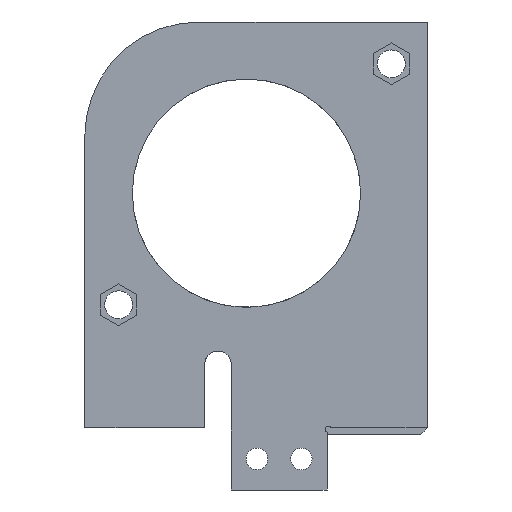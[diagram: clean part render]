
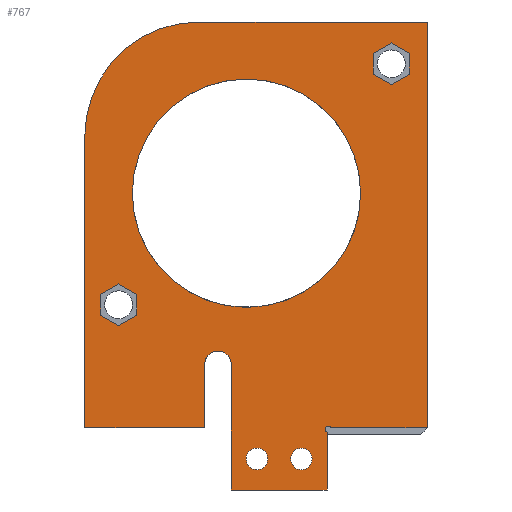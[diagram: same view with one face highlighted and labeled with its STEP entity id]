
A CAD part, left-side view. The second image highlights one B-rep face of the part: STEP entity #767.
In plain terms, the highlighted planar face has unit normal (-1, 0, 0).
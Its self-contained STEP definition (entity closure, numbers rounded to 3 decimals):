
#197 = VERTEX_POINT('',#198);
#198 = CARTESIAN_POINT('',(-5.,-4.,9.));
#204 = EDGE_CURVE('',#197,#205,#207,.T.);
#205 = VERTEX_POINT('',#206);
#206 = CARTESIAN_POINT('',(-5.,-4.,73.));
#207 = LINE('',#208,#209);
#208 = CARTESIAN_POINT('',(-5.,-4.,9.));
#209 = VECTOR('',#210,1.);
#210 = DIRECTION('',(0.,0.,1.));
#556 = VERTEX_POINT('',#557);
#557 = CARTESIAN_POINT('',(-5.,11.135,9.));
#563 = EDGE_CURVE('',#556,#197,#564,.T.);
#564 = LINE('',#565,#566);
#565 = CARTESIAN_POINT('',(-5.,11.135,9.));
#566 = VECTOR('',#567,1.);
#567 = DIRECTION('',(0.,-1.,0.));
#580 = EDGE_CURVE('',#205,#581,#583,.T.);
#581 = VERTEX_POINT('',#582);
#582 = CARTESIAN_POINT('',(-5.,32.,73.));
#583 = LINE('',#584,#585);
#584 = CARTESIAN_POINT('',(-5.,-4.,73.));
#585 = VECTOR('',#586,1.);
#586 = DIRECTION('',(0.,1.,0.));
#767 = ADVANCED_FACE('',(#768,#862,#873,#923,#973,#984),#995,.T.);
#768 = FACE_BOUND('',#769,.T.);
#769 = EDGE_LOOP('',(#770,#779,#787,#795,#803,#812,#820,#828,#836,#844,
    #852,#859,#860,#861));
#770 = ORIENTED_EDGE('',*,*,#771,.F.);
#771 = EDGE_CURVE('',#772,#581,#774,.T.);
#772 = VERTEX_POINT('',#773);
#773 = CARTESIAN_POINT('',(-5.,50.,55.));
#774 = CIRCLE('',#775,18.);
#775 = AXIS2_PLACEMENT_3D('',#776,#777,#778);
#776 = CARTESIAN_POINT('',(-5.,32.,55.));
#777 = DIRECTION('',(1.,0.,0.));
#778 = DIRECTION('',(0.,1.,0.));
#779 = ORIENTED_EDGE('',*,*,#780,.T.);
#780 = EDGE_CURVE('',#772,#781,#783,.T.);
#781 = VERTEX_POINT('',#782);
#782 = CARTESIAN_POINT('',(-5.,50.,9.));
#783 = LINE('',#784,#785);
#784 = CARTESIAN_POINT('',(-5.,50.,55.));
#785 = VECTOR('',#786,1.);
#786 = DIRECTION('',(0.,0.,-1.));
#787 = ORIENTED_EDGE('',*,*,#788,.T.);
#788 = EDGE_CURVE('',#781,#789,#791,.T.);
#789 = VERTEX_POINT('',#790);
#790 = CARTESIAN_POINT('',(-5.,31.1,9.));
#791 = LINE('',#792,#793);
#792 = CARTESIAN_POINT('',(-5.,50.,9.));
#793 = VECTOR('',#794,1.);
#794 = DIRECTION('',(0.,-1.,0.));
#795 = ORIENTED_EDGE('',*,*,#796,.F.);
#796 = EDGE_CURVE('',#797,#789,#799,.T.);
#797 = VERTEX_POINT('',#798);
#798 = CARTESIAN_POINT('',(-5.,31.1,19.));
#799 = LINE('',#800,#801);
#800 = CARTESIAN_POINT('',(-5.,31.1,22.138));
#801 = VECTOR('',#802,1.);
#802 = DIRECTION('',(0.,0.,-1.));
#803 = ORIENTED_EDGE('',*,*,#804,.T.);
#804 = EDGE_CURVE('',#797,#805,#807,.T.);
#805 = VERTEX_POINT('',#806);
#806 = CARTESIAN_POINT('',(-5.,26.9,19.));
#807 = CIRCLE('',#808,2.1);
#808 = AXIS2_PLACEMENT_3D('',#809,#810,#811);
#809 = CARTESIAN_POINT('',(-5.,29.,19.));
#810 = DIRECTION('',(1.,0.,0.));
#811 = DIRECTION('',(0.,1.,0.));
#812 = ORIENTED_EDGE('',*,*,#813,.F.);
#813 = EDGE_CURVE('',#814,#805,#816,.T.);
#814 = VERTEX_POINT('',#815);
#815 = CARTESIAN_POINT('',(-5.,26.9,9.));
#816 = LINE('',#817,#818);
#817 = CARTESIAN_POINT('',(-5.,26.9,27.638));
#818 = VECTOR('',#819,1.);
#819 = DIRECTION('',(0.,0.,1.));
#820 = ORIENTED_EDGE('',*,*,#821,.T.);
#821 = EDGE_CURVE('',#814,#822,#824,.T.);
#822 = VERTEX_POINT('',#823);
#823 = CARTESIAN_POINT('',(-5.,26.9,8.));
#824 = LINE('',#825,#826);
#825 = CARTESIAN_POINT('',(-5.,26.9,9.));
#826 = VECTOR('',#827,1.);
#827 = DIRECTION('',(0.,0.,-1.));
#828 = ORIENTED_EDGE('',*,*,#829,.T.);
#829 = EDGE_CURVE('',#822,#830,#832,.T.);
#830 = VERTEX_POINT('',#831);
#831 = CARTESIAN_POINT('',(-5.,26.9,-0.8));
#832 = LINE('',#833,#834);
#833 = CARTESIAN_POINT('',(-5.,26.9,9.));
#834 = VECTOR('',#835,1.);
#835 = DIRECTION('',(0.,0.,-1.));
#836 = ORIENTED_EDGE('',*,*,#837,.T.);
#837 = EDGE_CURVE('',#830,#838,#840,.T.);
#838 = VERTEX_POINT('',#839);
#839 = CARTESIAN_POINT('',(-5.,11.8,-0.8));
#840 = LINE('',#841,#842);
#841 = CARTESIAN_POINT('',(-5.,26.9,-0.8));
#842 = VECTOR('',#843,1.);
#843 = DIRECTION('',(0.,-1.,0.));
#844 = ORIENTED_EDGE('',*,*,#845,.T.);
#845 = EDGE_CURVE('',#838,#846,#848,.T.);
#846 = VERTEX_POINT('',#847);
#847 = CARTESIAN_POINT('',(-5.,11.8,8.335));
#848 = LINE('',#849,#850);
#849 = CARTESIAN_POINT('',(-5.,11.8,-0.8));
#850 = VECTOR('',#851,1.);
#851 = DIRECTION('',(0.,0.,1.));
#852 = ORIENTED_EDGE('',*,*,#853,.T.);
#853 = EDGE_CURVE('',#846,#556,#854,.T.);
#854 = CIRCLE('',#855,0.5);
#855 = AXIS2_PLACEMENT_3D('',#856,#857,#858);
#856 = CARTESIAN_POINT('',(-5.,11.588,8.788));
#857 = DIRECTION('',(1.,0.,0.));
#858 = DIRECTION('',(0.,1.,0.));
#859 = ORIENTED_EDGE('',*,*,#563,.T.);
#860 = ORIENTED_EDGE('',*,*,#204,.T.);
#861 = ORIENTED_EDGE('',*,*,#580,.T.);
#862 = FACE_BOUND('',#863,.T.);
#863 = EDGE_LOOP('',(#864));
#864 = ORIENTED_EDGE('',*,*,#865,.T.);
#865 = EDGE_CURVE('',#866,#866,#868,.T.);
#866 = VERTEX_POINT('',#867);
#867 = CARTESIAN_POINT('',(-5.,42.5,46.));
#868 = CIRCLE('',#869,18.);
#869 = AXIS2_PLACEMENT_3D('',#870,#871,#872);
#870 = CARTESIAN_POINT('',(-5.,24.5,46.));
#871 = DIRECTION('',(1.,0.,0.));
#872 = DIRECTION('',(0.,1.,0.));
#873 = FACE_BOUND('',#874,.T.);
#874 = EDGE_LOOP('',(#875,#885,#893,#901,#909,#917));
#875 = ORIENTED_EDGE('',*,*,#876,.T.);
#876 = EDGE_CURVE('',#877,#879,#881,.T.);
#877 = VERTEX_POINT('',#878);
#878 = CARTESIAN_POINT('',(-5.,47.517,30.045));
#879 = VERTEX_POINT('',#880);
#880 = CARTESIAN_POINT('',(-5.,44.667,31.691));
#881 = LINE('',#882,#883);
#882 = CARTESIAN_POINT('',(-5.,47.517,30.045));
#883 = VECTOR('',#884,1.);
#884 = DIRECTION('',(0.,-0.866,0.5));
#885 = ORIENTED_EDGE('',*,*,#886,.T.);
#886 = EDGE_CURVE('',#879,#887,#889,.T.);
#887 = VERTEX_POINT('',#888);
#888 = CARTESIAN_POINT('',(-5.,41.817,30.045));
#889 = LINE('',#890,#891);
#890 = CARTESIAN_POINT('',(-5.,44.667,31.691));
#891 = VECTOR('',#892,1.);
#892 = DIRECTION('',(0.,-0.866,-0.5));
#893 = ORIENTED_EDGE('',*,*,#894,.T.);
#894 = EDGE_CURVE('',#887,#895,#897,.T.);
#895 = VERTEX_POINT('',#896);
#896 = CARTESIAN_POINT('',(-5.,41.817,26.755));
#897 = LINE('',#898,#899);
#898 = CARTESIAN_POINT('',(-5.,41.817,30.045));
#899 = VECTOR('',#900,1.);
#900 = DIRECTION('',(0.,0.,-1.));
#901 = ORIENTED_EDGE('',*,*,#902,.T.);
#902 = EDGE_CURVE('',#895,#903,#905,.T.);
#903 = VERTEX_POINT('',#904);
#904 = CARTESIAN_POINT('',(-5.,44.667,25.109));
#905 = LINE('',#906,#907);
#906 = CARTESIAN_POINT('',(-5.,41.817,26.755));
#907 = VECTOR('',#908,1.);
#908 = DIRECTION('',(0.,0.866,-0.5));
#909 = ORIENTED_EDGE('',*,*,#910,.T.);
#910 = EDGE_CURVE('',#903,#911,#913,.T.);
#911 = VERTEX_POINT('',#912);
#912 = CARTESIAN_POINT('',(-5.,47.517,26.755));
#913 = LINE('',#914,#915);
#914 = CARTESIAN_POINT('',(-5.,44.667,25.109));
#915 = VECTOR('',#916,1.);
#916 = DIRECTION('',(0.,0.866,0.5));
#917 = ORIENTED_EDGE('',*,*,#918,.T.);
#918 = EDGE_CURVE('',#911,#877,#919,.T.);
#919 = LINE('',#920,#921);
#920 = CARTESIAN_POINT('',(-5.,47.517,26.755));
#921 = VECTOR('',#922,1.);
#922 = DIRECTION('',(0.,0.,1.));
#923 = FACE_BOUND('',#924,.T.);
#924 = EDGE_LOOP('',(#925,#935,#943,#951,#959,#967));
#925 = ORIENTED_EDGE('',*,*,#926,.T.);
#926 = EDGE_CURVE('',#927,#929,#931,.T.);
#927 = VERTEX_POINT('',#928);
#928 = CARTESIAN_POINT('',(-5.,-1.183,68.045));
#929 = VERTEX_POINT('',#930);
#930 = CARTESIAN_POINT('',(-5.,-1.183,64.755));
#931 = LINE('',#932,#933);
#932 = CARTESIAN_POINT('',(-5.,-1.183,68.045));
#933 = VECTOR('',#934,1.);
#934 = DIRECTION('',(0.,0.,-1.));
#935 = ORIENTED_EDGE('',*,*,#936,.T.);
#936 = EDGE_CURVE('',#929,#937,#939,.T.);
#937 = VERTEX_POINT('',#938);
#938 = CARTESIAN_POINT('',(-5.,1.667,63.109));
#939 = LINE('',#940,#941);
#940 = CARTESIAN_POINT('',(-5.,-1.183,64.755));
#941 = VECTOR('',#942,1.);
#942 = DIRECTION('',(0.,0.866,-0.5));
#943 = ORIENTED_EDGE('',*,*,#944,.T.);
#944 = EDGE_CURVE('',#937,#945,#947,.T.);
#945 = VERTEX_POINT('',#946);
#946 = CARTESIAN_POINT('',(-5.,4.517,64.755));
#947 = LINE('',#948,#949);
#948 = CARTESIAN_POINT('',(-5.,1.667,63.109));
#949 = VECTOR('',#950,1.);
#950 = DIRECTION('',(0.,0.866,0.5));
#951 = ORIENTED_EDGE('',*,*,#952,.T.);
#952 = EDGE_CURVE('',#945,#953,#955,.T.);
#953 = VERTEX_POINT('',#954);
#954 = CARTESIAN_POINT('',(-5.,4.517,68.045));
#955 = LINE('',#956,#957);
#956 = CARTESIAN_POINT('',(-5.,4.517,64.755));
#957 = VECTOR('',#958,1.);
#958 = DIRECTION('',(0.,0.,1.));
#959 = ORIENTED_EDGE('',*,*,#960,.T.);
#960 = EDGE_CURVE('',#953,#961,#963,.T.);
#961 = VERTEX_POINT('',#962);
#962 = CARTESIAN_POINT('',(-5.,1.667,69.691));
#963 = LINE('',#964,#965);
#964 = CARTESIAN_POINT('',(-5.,4.517,68.045));
#965 = VECTOR('',#966,1.);
#966 = DIRECTION('',(0.,-0.866,0.5));
#967 = ORIENTED_EDGE('',*,*,#968,.T.);
#968 = EDGE_CURVE('',#961,#927,#969,.T.);
#969 = LINE('',#970,#971);
#970 = CARTESIAN_POINT('',(-5.,1.667,69.691));
#971 = VECTOR('',#972,1.);
#972 = DIRECTION('',(0.,-0.866,-0.5));
#973 = FACE_BOUND('',#974,.T.);
#974 = EDGE_LOOP('',(#975));
#975 = ORIENTED_EDGE('',*,*,#976,.T.);
#976 = EDGE_CURVE('',#977,#977,#979,.T.);
#977 = VERTEX_POINT('',#978);
#978 = CARTESIAN_POINT('',(-5.,17.55,4.1));
#979 = CIRCLE('',#980,1.7);
#980 = AXIS2_PLACEMENT_3D('',#981,#982,#983);
#981 = CARTESIAN_POINT('',(-5.,15.85,4.1));
#982 = DIRECTION('',(1.,0.,0.));
#983 = DIRECTION('',(0.,1.,0.));
#984 = FACE_BOUND('',#985,.T.);
#985 = EDGE_LOOP('',(#986));
#986 = ORIENTED_EDGE('',*,*,#987,.T.);
#987 = EDGE_CURVE('',#988,#988,#990,.T.);
#988 = VERTEX_POINT('',#989);
#989 = CARTESIAN_POINT('',(-5.,24.55,4.1));
#990 = CIRCLE('',#991,1.7);
#991 = AXIS2_PLACEMENT_3D('',#992,#993,#994);
#992 = CARTESIAN_POINT('',(-5.,22.85,4.1));
#993 = DIRECTION('',(1.,0.,0.));
#994 = DIRECTION('',(0.,1.,0.));
#995 = PLANE('',#996);
#996 = AXIS2_PLACEMENT_3D('',#997,#998,#999);
#997 = CARTESIAN_POINT('',(-5.,21.701,36.276));
#998 = DIRECTION('',(-1.,0.,0.));
#999 = DIRECTION('',(0.,0.,-1.));
